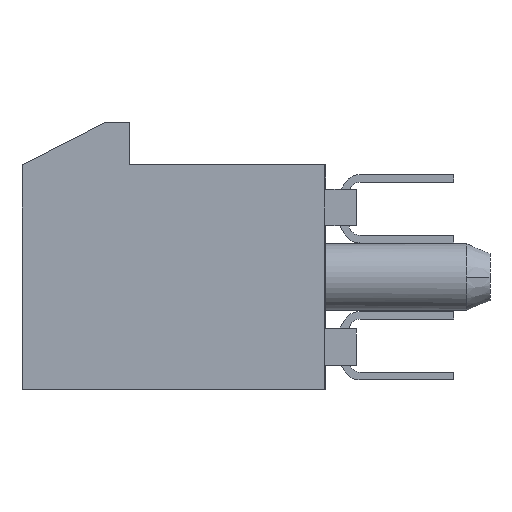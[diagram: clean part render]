
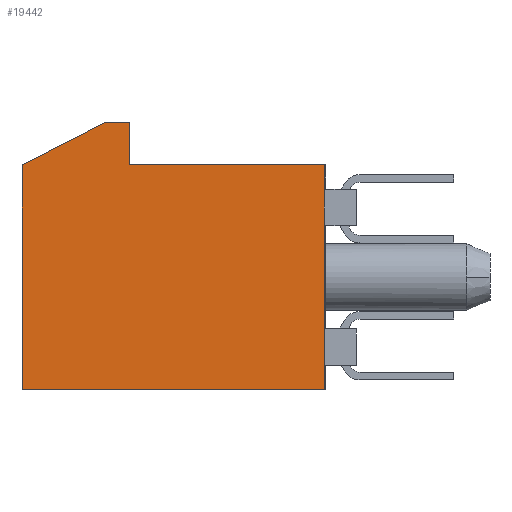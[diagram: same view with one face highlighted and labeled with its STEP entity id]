
A CAD part, left-side view. The second image highlights one B-rep face of the part: STEP entity #19442.
In plain terms, the highlighted planar face has unit normal (-1, 0, 0).
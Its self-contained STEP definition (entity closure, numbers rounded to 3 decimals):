
#51=DIRECTION('',(0.,1.,0.));
#52=VECTOR('',#51,6.39);
#53=CARTESIAN_POINT('',(-14.5,1.06,3.7));
#54=LINE('14102',#53,#52);
#119=DIRECTION('',(0.,0.,-1.));
#120=VECTOR('',#119,7.4);
#121=CARTESIAN_POINT('',(-14.5,11.,3.7));
#122=LINE('11304',#121,#120);
#151=DIRECTION('',(0.,0.,1.));
#152=VECTOR('',#151,1.4);
#153=CARTESIAN_POINT('',(-14.5,7.45,3.7));
#154=LINE('11307',#153,#152);
#159=DIRECTION('',(0.,-0.891,0.454));
#160=VECTOR('',#159,3.086);
#161=CARTESIAN_POINT('',(-14.5,11.,3.7));
#162=LINE('11305',#161,#160);
#163=DIRECTION('',(0.,0.,-1.));
#164=VECTOR('',#163,7.4);
#165=CARTESIAN_POINT('',(-14.5,1.06,3.7));
#166=LINE('11303',#165,#164);
#167=DIRECTION('',(0.,1.,0.));
#168=VECTOR('',#167,9.94);
#169=CARTESIAN_POINT('',(-14.5,1.06,-3.7));
#170=LINE('10999',#169,#168);
#171=DIRECTION('',(0.,1.,0.));
#172=VECTOR('',#171,0.8);
#173=CARTESIAN_POINT('',(-14.5,7.45,5.1));
#174=LINE('11306',#173,#172);
#13993=CARTESIAN_POINT('',(-14.5,11.,-3.7));
#13994=VERTEX_POINT('',#13993);
#13995=CARTESIAN_POINT('',(-14.5,1.06,-3.7));
#13996=VERTEX_POINT('',#13995);
#14597=CARTESIAN_POINT('',(-14.5,1.06,3.7));
#14598=VERTEX_POINT('',#14597);
#14599=CARTESIAN_POINT('',(-14.5,11.,3.7));
#14600=VERTEX_POINT('',#14599);
#14601=CARTESIAN_POINT('',(-14.5,8.25,5.1));
#14602=VERTEX_POINT('',#14601);
#14603=CARTESIAN_POINT('',(-14.5,7.45,5.1));
#14604=VERTEX_POINT('',#14603);
#14605=CARTESIAN_POINT('',(-14.5,7.45,3.7));
#14606=VERTEX_POINT('',#14605);
#19426=CARTESIAN_POINT('',(-14.5,6.03,0.7));
#19427=DIRECTION('',(1.,0.,0.));
#19428=DIRECTION('',(0.,-1.,0.));
#19429=AXIS2_PLACEMENT_3D('',#19426,#19427,#19428);
#19430=PLANE('14241',#19429);
#19431=ORIENTED_EDGE('11304',*,*,#19332,.F.);
#19432=ORIENTED_EDGE('11305',*,*,#19392,.T.);
#19434=ORIENTED_EDGE('11306',*,*,#19433,.F.);
#19435=ORIENTED_EDGE('11307',*,*,#19419,.F.);
#19436=ORIENTED_EDGE('14102',*,*,#19220,.F.);
#19438=ORIENTED_EDGE('11303',*,*,#19437,.T.);
#19439=ORIENTED_EDGE('10999',*,*,#18460,.T.);
#19440=EDGE_LOOP('14241',(#19431,#19432,#19434,#19435,#19436,#19438,#19439));
#19441=FACE_OUTER_BOUND('14241',#19440,.F.);
#19442=ADVANCED_FACE('14241',(#19441),#19430,.F.);
#18460=EDGE_CURVE('10999',#13996,#13994,#170,.T.);
#19220=EDGE_CURVE('14102',#14598,#14606,#54,.T.);
#19332=EDGE_CURVE('11304',#14600,#13994,#122,.T.);
#19392=EDGE_CURVE('11305',#14600,#14602,#162,.T.);
#19419=EDGE_CURVE('11307',#14606,#14604,#154,.T.);
#19433=EDGE_CURVE('11306',#14604,#14602,#174,.T.);
#19437=EDGE_CURVE('11303',#14598,#13996,#166,.T.);
